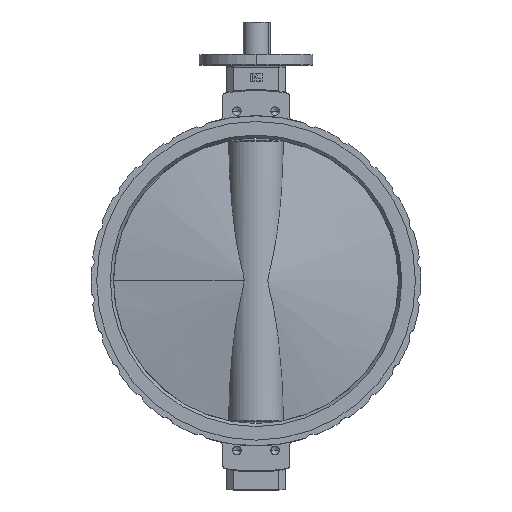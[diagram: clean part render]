
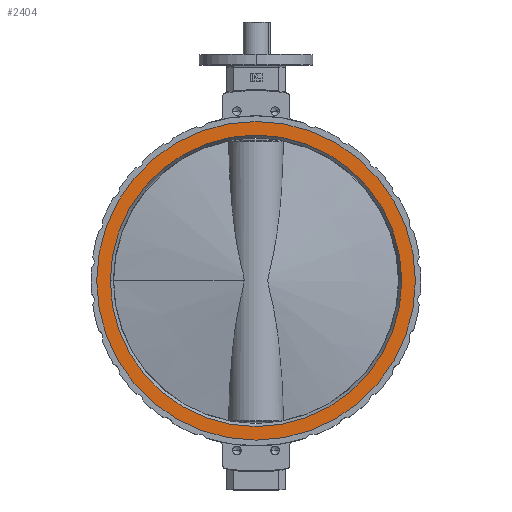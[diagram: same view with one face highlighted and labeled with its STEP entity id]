
A CAD part, top view. The second image highlights one B-rep face of the part: STEP entity #2404.
In plain terms, the highlighted planar face has unit normal (0, 0, 1).
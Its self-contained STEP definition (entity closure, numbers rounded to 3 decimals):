
#11 = AXIS2_PLACEMENT_3D ( 'NONE', #5538, #5539, #5540 ) ;
#16 = AXIS2_PLACEMENT_3D ( 'NONE', #5593, #5594, #5595 ) ;
#17 = AXIS2_PLACEMENT_3D ( 'NONE', #5599, #5600, #5601 ) ;
#18 = AXIS2_PLACEMENT_3D ( 'NONE', #5604, #5605, #5606 ) ;
#1531 = DIRECTION ( 'NONE',  ( 0., 0., 1. ) ) ;
#1533 = CARTESIAN_POINT ( 'NONE',  ( 0., 0., 101.5 ) ) ;
#1535 = PLANE ( 'NONE',  #7697 ) ;
#1537 = DIRECTION ( 'NONE',  ( 1., 0., 0. ) ) ;
#2404 = ADVANCED_FACE ( 'NONE', ( #8604, #8607 ), #1535, .T. ) ;
#2491 = EDGE_LOOP ( 'NONE', ( #2679, #2680 ) ) ;
#2499 = EDGE_LOOP ( 'NONE', ( #2681, #2682 ) ) ;
#2679 = ORIENTED_EDGE ( 'NONE', *, *, #2962, .T. ) ;
#2680 = ORIENTED_EDGE ( 'NONE', *, *, #2960, .T. ) ;
#2681 = ORIENTED_EDGE ( 'NONE', *, *, #2936, .T. ) ;
#2682 = ORIENTED_EDGE ( 'NONE', *, *, #2964, .T. ) ;
#2936 = EDGE_CURVE ( 'NONE', #3415, #3256, #4968, .T. ) ;
#2960 = EDGE_CURVE ( 'NONE', #3376, #3397, #5009, .T. ) ;
#2962 = EDGE_CURVE ( 'NONE', #3397, #3376, #5013, .T. ) ;
#2964 = EDGE_CURVE ( 'NONE', #3256, #3415, #5017, .T. ) ;
#3256 = VERTEX_POINT ( 'NONE', #5706 ) ;
#3376 = VERTEX_POINT ( 'NONE', #5825 ) ;
#3397 = VERTEX_POINT ( 'NONE', #5846 ) ;
#3415 = VERTEX_POINT ( 'NONE', #5864 ) ;
#4968 = CIRCLE ( 'NONE', #11, 490. ) ;
#5009 = CIRCLE ( 'NONE', #16, 448.16 ) ;
#5013 = CIRCLE ( 'NONE', #17, 448.16 ) ;
#5017 = CIRCLE ( 'NONE', #18, 490. ) ;
#5538 = CARTESIAN_POINT ( 'NONE',  ( 0., 0., 101.5 ) ) ;
#5539 = DIRECTION ( 'NONE',  ( 0., 0., 1. ) ) ;
#5540 = DIRECTION ( 'NONE',  ( 1., 0., 0. ) ) ;
#5593 = CARTESIAN_POINT ( 'NONE',  ( 0., 0., 101.5 ) ) ;
#5594 = DIRECTION ( 'NONE',  ( 0., 0., -1. ) ) ;
#5595 = DIRECTION ( 'NONE',  ( 1., 0., 0. ) ) ;
#5599 = CARTESIAN_POINT ( 'NONE',  ( 0., 0., 101.5 ) ) ;
#5600 = DIRECTION ( 'NONE',  ( 0., 0., -1. ) ) ;
#5601 = DIRECTION ( 'NONE',  ( 1., 0., 0. ) ) ;
#5604 = CARTESIAN_POINT ( 'NONE',  ( 0., 0., 101.5 ) ) ;
#5605 = DIRECTION ( 'NONE',  ( 0., 0., 1. ) ) ;
#5606 = DIRECTION ( 'NONE',  ( 1., 0., 0. ) ) ;
#5706 = CARTESIAN_POINT ( 'NONE',  ( 490., 0., 101.5 ) ) ;
#5825 = CARTESIAN_POINT ( 'NONE',  ( -448.16, 0., 101.5 ) ) ;
#5846 = CARTESIAN_POINT ( 'NONE',  ( 448.16, 0., 101.5 ) ) ;
#5864 = CARTESIAN_POINT ( 'NONE',  ( -490., 0., 101.5 ) ) ;
#7697 = AXIS2_PLACEMENT_3D ( 'NONE', #1533, #1531, #1537 ) ;
#8604 = FACE_BOUND ( 'NONE', #2491, .T. ) ;
#8607 = FACE_OUTER_BOUND ( 'NONE', #2499, .T. ) ;
